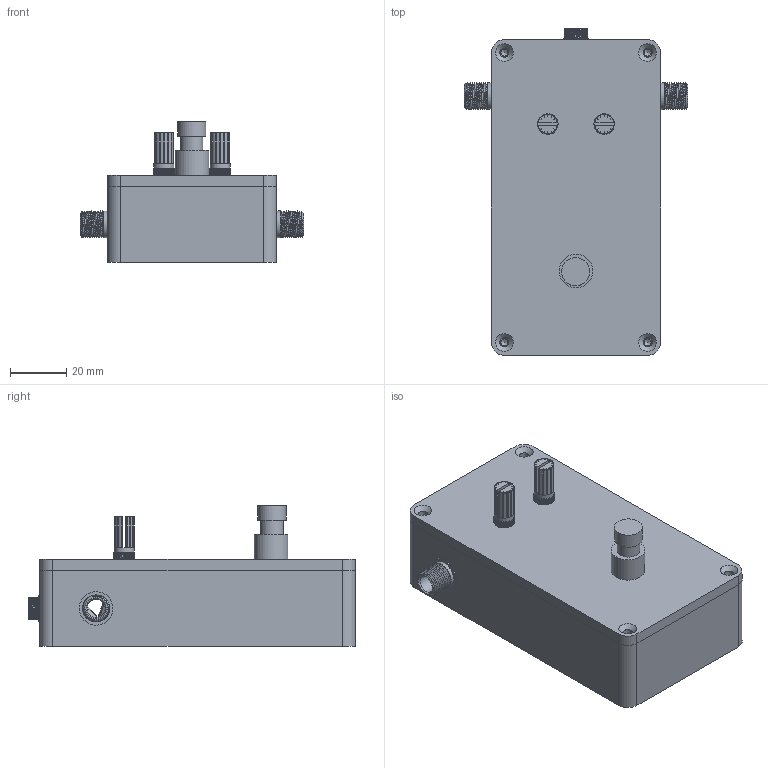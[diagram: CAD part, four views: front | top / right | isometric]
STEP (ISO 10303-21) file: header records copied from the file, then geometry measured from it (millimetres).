
FILE_DESCRIPTION(/* description */ (''),/* implementation_level */ '2;1');
FILE_NAME(/* name */ 'assembly.step',/* time_stamp */ '2025-12-16T15:20:34+01:00',/* author */ (''),/* organization */ (''),/* preprocessor_version */ 'ST-DEVELOPER v20.1',/* originating_system */ 'Autodesk Translation Framework v14.21.0.0',/* authorisation */ '');
FILE_SCHEMA (('AUTOMOTIVE_DESIGN { 1 0 10303 214 3 1 1 }'));
Products named in the file (20): 2025-12-11-15-04-39-371; PotentiometerB10K; 2025-12-11-09-13-35-348; 2025-12-11-11-02-30-882; 2025-12-11-11-02-30-889; 2025-12-11-11-02-30-890; 2025-12-11-11-02-30-891; 2025-12-11-11-02-30-893; 2025-12-11-11-02-30-894; 2025-12-11-11-02-30-895; 2025-12-11-11-02-30-883; 2025-12-11-11-02-30-886; 2025-12-11-11-02-30-885; 2025-12-11-11-02-30-892; 2025-12-11-11-02-30-888; 2025-12-11-11-02-30-887; 2025-12-11-11-02-30-884; L12B; 2025-12-11-08-38-01-153; 721A
Assembly tree (34 placements, depth 3):
  2025-12-11-15-04-39-371
    PotentiometerB10K  x2
    2025-12-11-09-13-35-348
    2025-12-11-11-02-30-882
      2025-12-11-11-02-30-883  x2
      2025-12-11-11-02-30-884  x2
      2025-12-11-11-02-30-885  x3
      2025-12-11-11-02-30-886  x5
      2025-12-11-11-02-30-887  x3
      2025-12-11-11-02-30-888  x3
      2025-12-11-11-02-30-889
      2025-12-11-11-02-30-890
      2025-12-11-11-02-30-891
      2025-12-11-11-02-30-892  x2
      2025-12-11-11-02-30-893
      2025-12-11-11-02-30-894
      2025-12-11-11-02-30-895
    L12B  x2
    2025-12-11-08-38-01-153
    721A
Bounding box: 79.27 x 115.96 x 50 mm (x, y, z)
Volume: 68080.5 mm3; surface area: 69259.2 mm2
Topology: 52 solids, 57 shells, 2370 faces, 5892 edges, 3800 vertices
Faces by surface type: plane 1469, cylinder 642, bspline 140, torus 98, cone 19, sphere 2
Full cylindrical faces by diameter (mm): 0.3 x2, 0.5 x8, 0.6 x30, 0.7 x4, 0.75 x3, 0.8 x30, 0.864 x4, 0.9 x8, 1 x15, 1.1 x6, 1.2 x6, 2.1 x1, 2.25 x5, 2.362 x6, 2.5 x10, 2.529 x4, 2.7 x10, 2.72 x5, 2.8 x1, 3 x2, 3.2 x4, 3.5 x3, 3.525 x10, 4 x2, 5.6 x1, 6.464 x2, 7 x45, 7.325 x38, 7.508 x12, 7.732 x1
Entity records: 55891 total; most frequent: CARTESIAN_POINT 21917, ORIENTED_EDGE 6822, DIRECTION 6648, EDGE_CURVE 3411, LINE 2240, VECTOR 2240, VERTEX_POINT 2207, AXIS2_PLACEMENT_3D 2204
